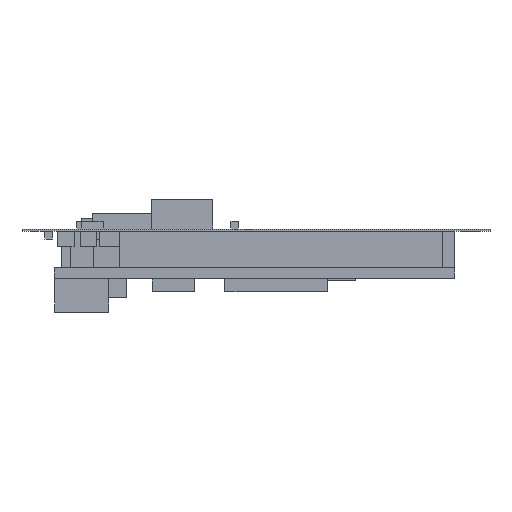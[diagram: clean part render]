
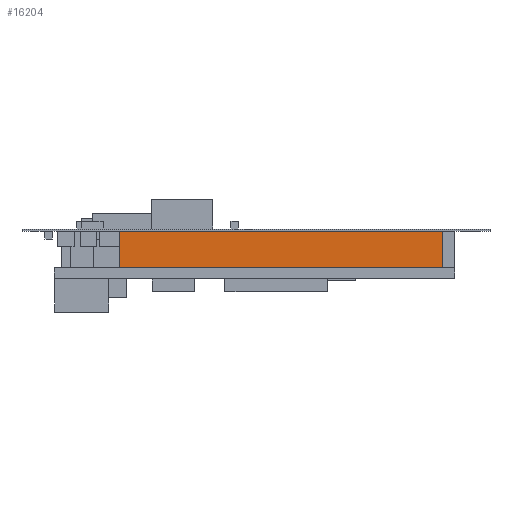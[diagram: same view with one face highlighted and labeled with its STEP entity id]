
A CAD part, left-side view. The second image highlights one B-rep face of the part: STEP entity #16204.
In plain terms, the highlighted planar face has unit normal (-1, 0, 0).
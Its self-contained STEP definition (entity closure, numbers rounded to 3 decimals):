
#16179 = VERTEX_POINT('',#16180);
#16180 = CARTESIAN_POINT('',(-1.95,-26.825,6.));
#16186 = EDGE_CURVE('',#16187,#16179,#16189,.T.);
#16187 = VERTEX_POINT('',#16188);
#16188 = CARTESIAN_POINT('',(-1.95,-26.825,0.));
#16189 = LINE('',#16190,#16191);
#16190 = CARTESIAN_POINT('',(-1.95,-26.825,0.));
#16191 = VECTOR('',#16192,1.);
#16192 = DIRECTION('',(0.,0.,1.));
#16204 = ADVANCED_FACE('',(#16205),#16230,.T.);
#16205 = FACE_BOUND('',#16206,.T.);
#16206 = EDGE_LOOP('',(#16207,#16208,#16216,#16224));
#16207 = ORIENTED_EDGE('',*,*,#16186,.T.);
#16208 = ORIENTED_EDGE('',*,*,#16209,.T.);
#16209 = EDGE_CURVE('',#16179,#16210,#16212,.T.);
#16210 = VERTEX_POINT('',#16211);
#16211 = CARTESIAN_POINT('',(-1.95,26.825,6.));
#16212 = LINE('',#16213,#16214);
#16213 = CARTESIAN_POINT('',(-1.95,-26.825,6.));
#16214 = VECTOR('',#16215,1.);
#16215 = DIRECTION('',(0.,1.,0.));
#16216 = ORIENTED_EDGE('',*,*,#16217,.F.);
#16217 = EDGE_CURVE('',#16218,#16210,#16220,.T.);
#16218 = VERTEX_POINT('',#16219);
#16219 = CARTESIAN_POINT('',(-1.95,26.825,0.));
#16220 = LINE('',#16221,#16222);
#16221 = CARTESIAN_POINT('',(-1.95,26.825,0.));
#16222 = VECTOR('',#16223,1.);
#16223 = DIRECTION('',(0.,0.,1.));
#16224 = ORIENTED_EDGE('',*,*,#16225,.F.);
#16225 = EDGE_CURVE('',#16187,#16218,#16226,.T.);
#16226 = LINE('',#16227,#16228);
#16227 = CARTESIAN_POINT('',(-1.95,-26.825,0.));
#16228 = VECTOR('',#16229,1.);
#16229 = DIRECTION('',(0.,1.,0.));
#16230 = PLANE('',#16231);
#16231 = AXIS2_PLACEMENT_3D('',#16232,#16233,#16234);
#16232 = CARTESIAN_POINT('',(-1.95,-26.825,0.));
#16233 = DIRECTION('',(-1.,0.,0.));
#16234 = DIRECTION('',(0.,1.,0.));
